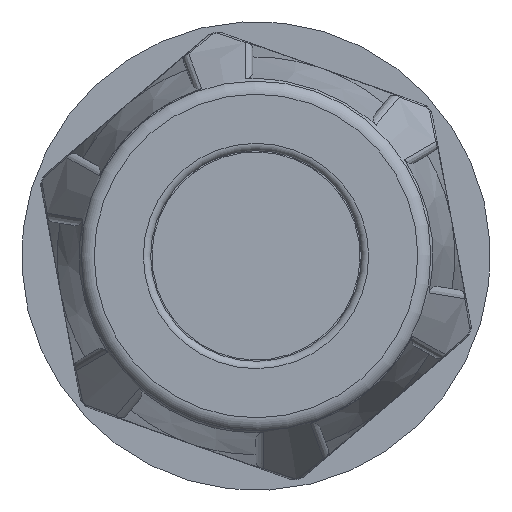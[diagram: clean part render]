
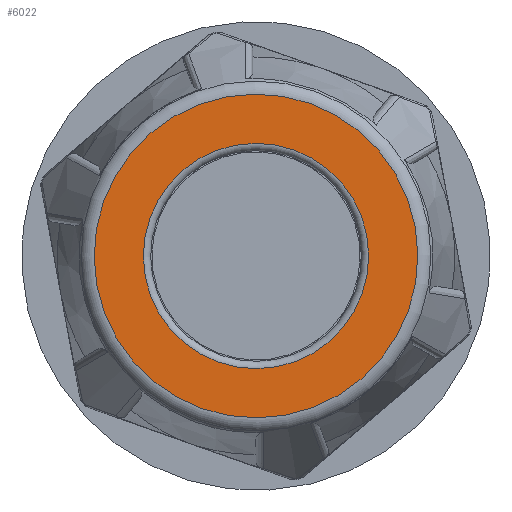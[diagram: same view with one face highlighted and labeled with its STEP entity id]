
A CAD part, left-side view. The second image highlights one B-rep face of the part: STEP entity #6022.
In plain terms, the highlighted planar face has unit normal (-1, 0, 0).
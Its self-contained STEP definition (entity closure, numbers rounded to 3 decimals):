
#297=FACE_BOUND('',#1893,.T.);
#1166=PLANE('',#6770);
#1508=FACE_OUTER_BOUND('',#1892,.T.);
#1892=EDGE_LOOP('',(#5634));
#1893=EDGE_LOOP('',(#5635));
#2285=CIRCLE('',#6769,7.65);
#2286=CIRCLE('',#6771,10.99);
#3041=VERTEX_POINT('',#15362);
#3042=VERTEX_POINT('',#15365);
#3909=EDGE_CURVE('',#3041,#3041,#2285,.T.);
#3910=EDGE_CURVE('',#3042,#3042,#2286,.T.);
#5634=ORIENTED_EDGE('',*,*,#3910,.F.);
#5635=ORIENTED_EDGE('',*,*,#3909,.T.);
#6022=ADVANCED_FACE('',(#1508,#297),#1166,.T.);
#6769=AXIS2_PLACEMENT_3D('',#15363,#8413,#8414);
#6770=AXIS2_PLACEMENT_3D('',#15364,#8415,#8416);
#6771=AXIS2_PLACEMENT_3D('',#15366,#8417,#8418);
#8413=DIRECTION('center_axis',(1.,0.,0.));
#8414=DIRECTION('ref_axis',(0.,0.,-1.));
#8415=DIRECTION('center_axis',(-1.,0.,0.));
#8416=DIRECTION('ref_axis',(0.,0.,1.));
#8417=DIRECTION('center_axis',(1.,0.,0.));
#8418=DIRECTION('ref_axis',(0.,0.,-1.));
#15362=CARTESIAN_POINT('',(-23.1,7.65,0.));
#15363=CARTESIAN_POINT('Origin',(-23.1,0.,0.));
#15364=CARTESIAN_POINT('Origin',(-23.1,10.99,0.));
#15365=CARTESIAN_POINT('',(-23.1,10.99,0.));
#15366=CARTESIAN_POINT('Origin',(-23.1,0.,0.));
